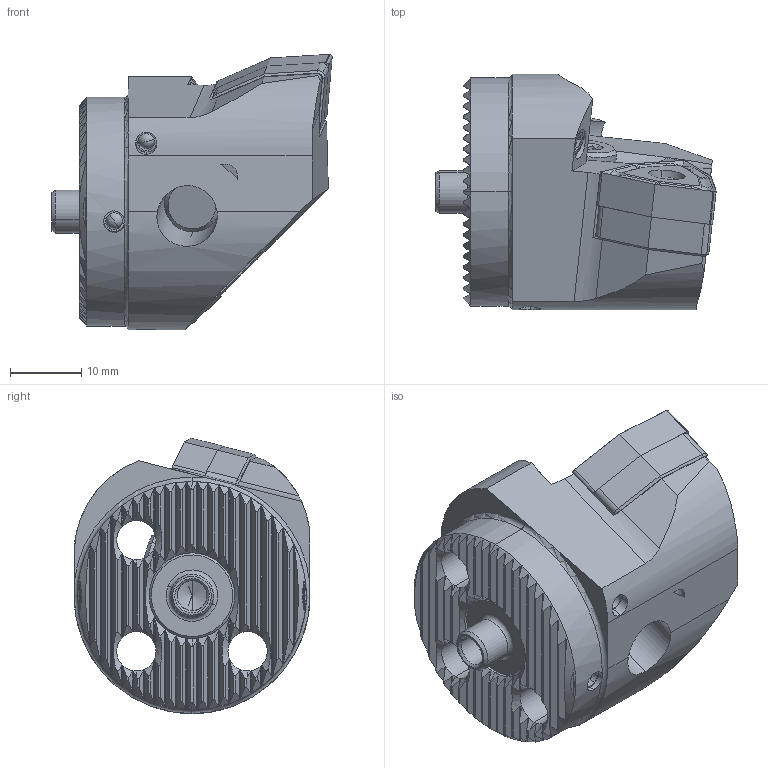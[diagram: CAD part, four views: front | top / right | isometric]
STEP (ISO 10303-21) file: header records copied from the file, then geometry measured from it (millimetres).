
FILE_DESCRIPTION (( 'STEP AP214' ), '1' );
FILE_NAME ('WK2.PWE.LLB.035.STEP', '2020-09-16T12:29:39', ( '' ), ( '' ), 'SwSTEP 2.0', 'SolidWorks 2017', '' );
FILE_SCHEMA (( 'AUTOMOTIVE_DESIGN' ));
Length unit declared in the file: millimetre
Products named in the file (10): WNMG080404; WKX-ER1.004.005_A_PreviewCfg; WK2-ER1.001.012_A_Fertigbearbeitung; WK2-PWE.LLB.035_B; WCD-ER4.101.017_A; KVT_MB_600_030; WCD-ER1.101.000; WDF-ER3.101.000_A; WWE-ER2.101.004_A; WK2.PWE.LLB.035
Assembly tree (12 placements, depth 2):
  WK2.PWE.LLB.035
    WK2-PWE.LLB.035_B
    WWE-ER2.101.004_A
    WNMG080404
    WDF-ER3.101.000_A
    WCD-ER4.101.017_A
    WCD-ER1.101.000
    KVT_MB_600_030  x3
    WK2-ER1.001.012_A_Fertigbearbeitung
    WKX-ER1.004.005_A_PreviewCfg  x2
Bounding box: 39.21 x 33 x 38.51 mm (x, y, z)
Volume: 17595.2 mm3; surface area: 11354.2 mm2
Topology: 15 solids, 15 shells, 657 faces, 1720 edges, 1069 vertices
Faces by surface type: plane 253, cylinder 212, cone 149, bspline 20, torus 17, sphere 6
Entity records: 20372 total; most frequent: CARTESIAN_POINT 6422, ORIENTED_EDGE 3054, DIRECTION 2507, EDGE_CURVE 1527, VERTEX_POINT 970, AXIS2_PLACEMENT_3D 942, LINE 623, VECTOR 623
